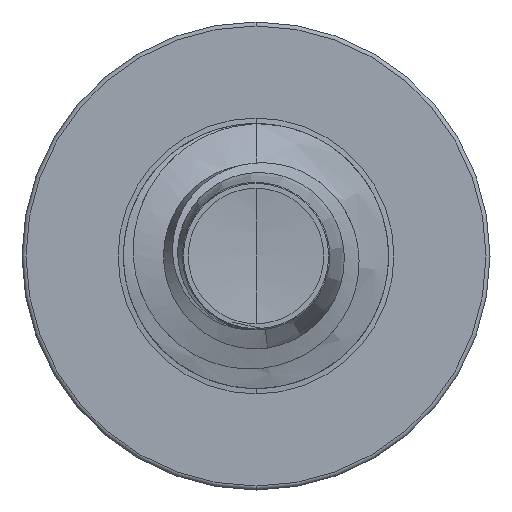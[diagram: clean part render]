
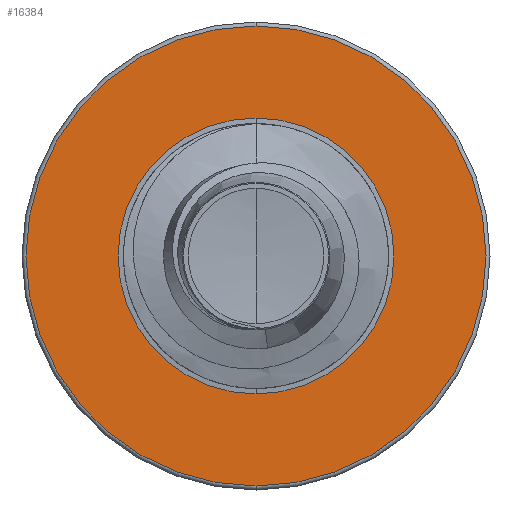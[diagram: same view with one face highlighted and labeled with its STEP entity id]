
A CAD part, front view. The second image highlights one B-rep face of the part: STEP entity #16384.
In plain terms, the highlighted planar face has unit normal (0, -1, 0).
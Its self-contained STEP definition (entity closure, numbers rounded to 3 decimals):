
#1068 = CARTESIAN_POINT ( 'NONE',  ( 0., 11., -2.605 ) ) ;
#1215 = VERTEX_POINT ( 'NONE', #2324 ) ;
#1999 = DIRECTION ( 'NONE',  ( 0., 0., 1. ) ) ;
#2003 = DIRECTION ( 'NONE',  ( 0., 1., 0. ) ) ;
#2027 = CARTESIAN_POINT ( 'NONE',  ( 0., 11., 0. ) ) ;
#2318 = DIRECTION ( 'NONE',  ( 0., 0., 1. ) ) ;
#2324 = CARTESIAN_POINT ( 'NONE',  ( 0., 11., -1.562 ) ) ;
#2349 = DIRECTION ( 'NONE',  ( 0., 1., 0. ) ) ;
#2355 = CARTESIAN_POINT ( 'NONE',  ( 0., 11., 0. ) ) ;
#3436 = AXIS2_PLACEMENT_3D ( 'NONE', #17400, #10083, #18474 ) ;
#3457 = FACE_BOUND ( 'NONE', #10531, .T. ) ;
#3627 = CARTESIAN_POINT ( 'NONE',  ( 0., 11., -1.562 ) ) ;
#4412 = CIRCLE ( 'NONE', #3436, 1.562 ) ;
#4909 = AXIS2_PLACEMENT_3D ( 'NONE', #16856, #16759, #11538 ) ;
#5577 = CARTESIAN_POINT ( 'NONE',  ( 0., 11., 2.605 ) ) ;
#5671 = AXIS2_PLACEMENT_3D ( 'NONE', #2355, #2349, #2318 ) ;
#6030 = CARTESIAN_POINT ( 'NONE',  ( 0., 11., 1.562 ) ) ;
#8256 = ORIENTED_EDGE ( 'NONE', *, *, #13811, .F. ) ;
#8733 = PLANE ( 'NONE',  #8828 ) ;
#8828 = AXIS2_PLACEMENT_3D ( 'NONE', #3627, #17459, #10172 ) ;
#10083 = DIRECTION ( 'NONE',  ( 0., 1., 0. ) ) ;
#10172 = DIRECTION ( 'NONE',  ( 0., 0., 1. ) ) ;
#10531 = EDGE_LOOP ( 'NONE', ( #11737, #18179 ) ) ;
#10927 = VERTEX_POINT ( 'NONE', #6030 ) ;
#11198 = AXIS2_PLACEMENT_3D ( 'NONE', #2027, #2003, #1999 ) ;
#11474 = VERTEX_POINT ( 'NONE', #5577 ) ;
#11538 = DIRECTION ( 'NONE',  ( 0., 0., 1. ) ) ;
#11557 = CIRCLE ( 'NONE', #4909, 1.562 ) ;
#11737 = ORIENTED_EDGE ( 'NONE', *, *, #16042, .T. ) ;
#11781 = CIRCLE ( 'NONE', #5671, 2.605 ) ;
#11930 = ORIENTED_EDGE ( 'NONE', *, *, #13649, .F. ) ;
#12166 = FACE_OUTER_BOUND ( 'NONE', #12932, .T. ) ;
#12932 = EDGE_LOOP ( 'NONE', ( #8256, #11930 ) ) ;
#13308 = VERTEX_POINT ( 'NONE', #1068 ) ;
#13649 = EDGE_CURVE ( 'NONE', #13308, #11474, #11781, .T. ) ;
#13811 = EDGE_CURVE ( 'NONE', #11474, #13308, #14656, .T. ) ;
#14486 = EDGE_CURVE ( 'NONE', #1215, #10927, #11557, .T. ) ;
#14656 = CIRCLE ( 'NONE', #11198, 2.605 ) ;
#16042 = EDGE_CURVE ( 'NONE', #10927, #1215, #4412, .T. ) ;
#16384 = ADVANCED_FACE ( 'NONE', ( #12166, #3457 ), #8733, .F. ) ;
#16759 = DIRECTION ( 'NONE',  ( 0., 1., 0. ) ) ;
#16856 = CARTESIAN_POINT ( 'NONE',  ( 0., 11., 0. ) ) ;
#17400 = CARTESIAN_POINT ( 'NONE',  ( 0., 11., 0. ) ) ;
#17459 = DIRECTION ( 'NONE',  ( 0., 1., 0. ) ) ;
#18179 = ORIENTED_EDGE ( 'NONE', *, *, #14486, .T. ) ;
#18474 = DIRECTION ( 'NONE',  ( 0., 0., 1. ) ) ;
